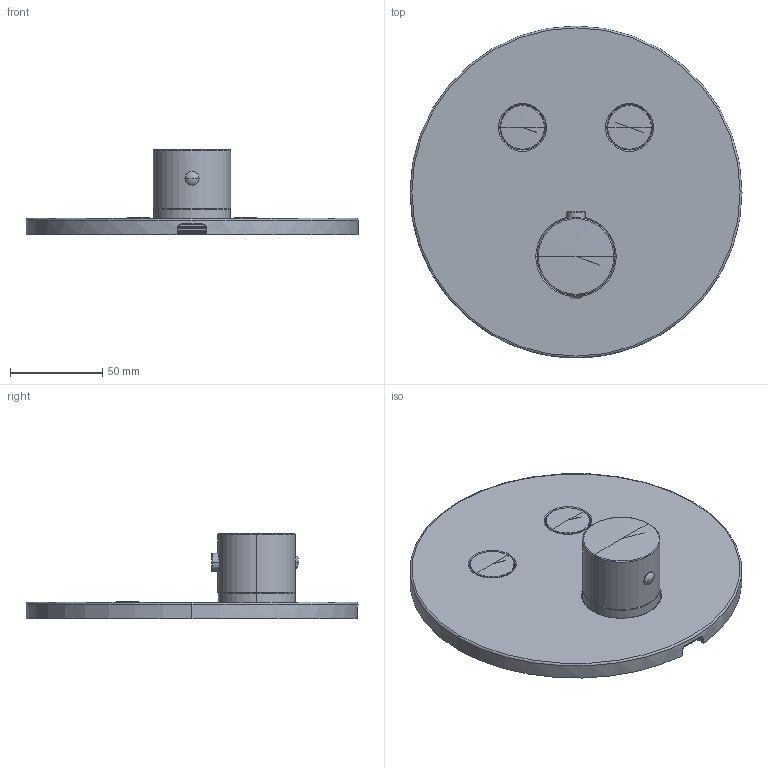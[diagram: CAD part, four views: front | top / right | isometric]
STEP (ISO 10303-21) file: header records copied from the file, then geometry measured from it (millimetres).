
FILE_DESCRIPTION((''),'2;1');
FILE_NAME('CPM018CR','2021-04-14T15:17:08',('ut3'),('PAFFONI SpA'),'CREO PARAMETRIC BY PTC INC, 2020044','CREO PARAMETRIC BY PTC INC, 2020044','');
FILE_SCHEMA(('CONFIG_CONTROL_DESIGN','SHAPE_APPEARANCE_LAYERS_GROUPS'));
Products named in the file (1): CPM018CR
Bounding box: 180 x 180 x 46.47 mm (x, y, z)
Volume: 148256.1 mm3; surface area: 129949.3 mm2
Topology: 3 solids, 3 shells, 1451 faces, 3323 edges, 1937 vertices
Faces by surface type: cylinder 440, plane 381, bspline 203, torus 174, cone 163, sphere 90
Entity records: 64120 total; most frequent: CARTESIAN_POINT 22088, DIRECTION 6746, ORIENTED_EDGE 6602, EDGE_CURVE 3301, AXIS2_PLACEMENT_3D 2730, VERTEX_POINT 1937, EDGE_LOOP 1572, CIRCLE 1482
